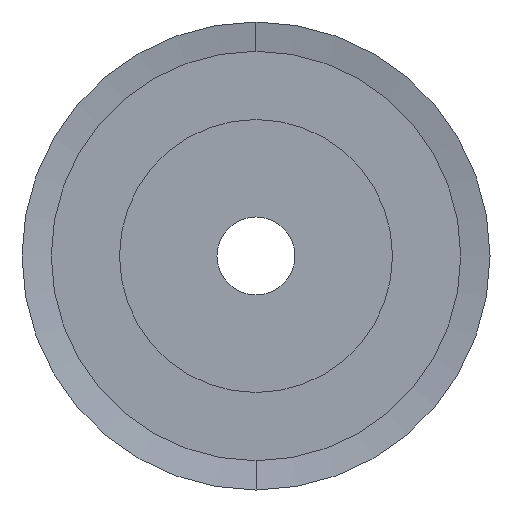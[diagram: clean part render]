
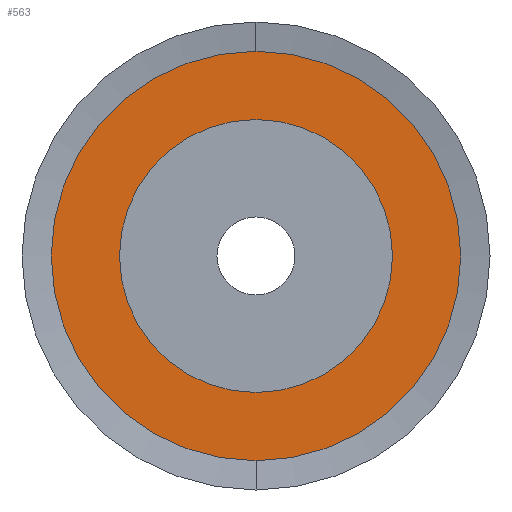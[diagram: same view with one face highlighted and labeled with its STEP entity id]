
A CAD part, left-side view. The second image highlights one B-rep face of the part: STEP entity #563.
In plain terms, the highlighted planar face has unit normal (-1, 0, 0).
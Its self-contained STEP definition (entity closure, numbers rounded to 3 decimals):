
#563=ADVANCED_FACE('',(#1129,#1130),#1131,.T.);
#1129=FACE_OUTER_BOUND('',#1695,.T.);
#1130=FACE_BOUND('',#1696,.T.);
#1131=PLANE('',#1697);
#1695=EDGE_LOOP('',(#3453,#3454));
#1696=EDGE_LOOP('',(#3455,#3456));
#1697=AXIS2_PLACEMENT_3D('',#3457,#3458,#3459);
#3453=ORIENTED_EDGE('',*,*,#4208,.F.);
#3454=ORIENTED_EDGE('',*,*,#3528,.F.);
#3455=ORIENTED_EDGE('',*,*,#4209,.F.);
#3456=ORIENTED_EDGE('',*,*,#3518,.F.);
#3457=CARTESIAN_POINT('',(-4.75,0.0,-8.75));
#3458=DIRECTION('',(-1.0,0.0,0.0));
#3459=DIRECTION('',(0.0,0.0,1.0));
#3518=EDGE_CURVE('',#4235,#4231,#4237,.T.);
#3528=EDGE_CURVE('',#4251,#4248,#4253,.T.);
#4208=EDGE_CURVE('',#4248,#4251,#5267,.T.);
#4209=EDGE_CURVE('',#4231,#4235,#5268,.T.);
#4231=VERTEX_POINT('',#5292);
#4235=VERTEX_POINT('',#5297);
#4237=CIRCLE('',#5300,7.0);
#4248=VERTEX_POINT('',#5313);
#4251=VERTEX_POINT('',#5317);
#4253=CIRCLE('',#5320,10.5);
#5267=CIRCLE('',#6584,10.5);
#5268=CIRCLE('',#6585,7.0);
#5292=CARTESIAN_POINT('',(-4.75,0.0,-7.0));
#5297=CARTESIAN_POINT('',(-4.75,0.,7.0));
#5300=AXIS2_PLACEMENT_3D('',#6609,#6610,#6611);
#5313=CARTESIAN_POINT('',(-4.75,0.0,-10.5));
#5317=CARTESIAN_POINT('',(-4.75,0.,10.5));
#5320=AXIS2_PLACEMENT_3D('',#6625,#6626,#6627);
#6584=AXIS2_PLACEMENT_3D('',#7643,#7644,#7645);
#6585=AXIS2_PLACEMENT_3D('',#7646,#7647,#7648);
#6609=CARTESIAN_POINT('',(-4.75,0.0,0.0));
#6610=DIRECTION('',(-1.0,0.0,0.0));
#6611=DIRECTION('',(0.0,0.0,-1.0));
#6625=CARTESIAN_POINT('',(-4.75,0.0,0.0));
#6626=DIRECTION('',(1.0,0.0,0.0));
#6627=DIRECTION('',(0.0,0.0,-1.0));
#7643=CARTESIAN_POINT('',(-4.75,0.0,0.0));
#7644=DIRECTION('',(1.0,0.0,0.0));
#7645=DIRECTION('',(0.0,0.0,-1.0));
#7646=CARTESIAN_POINT('',(-4.75,0.0,0.0));
#7647=DIRECTION('',(-1.0,0.0,0.0));
#7648=DIRECTION('',(0.0,0.0,-1.0));
